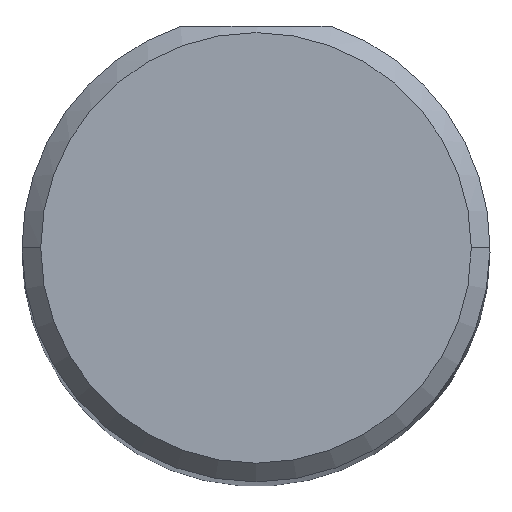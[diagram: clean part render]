
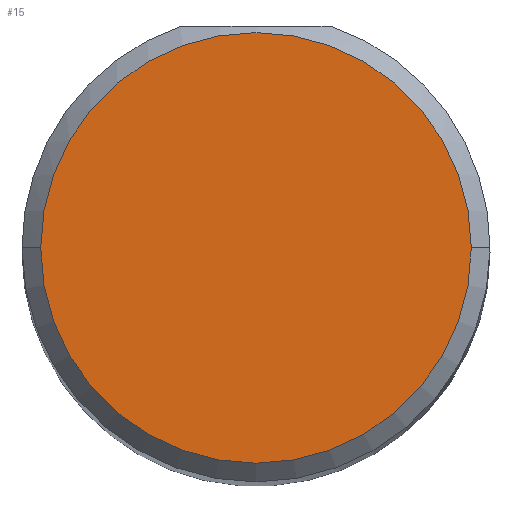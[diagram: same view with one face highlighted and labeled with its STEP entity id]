
A CAD part, top view. The second image highlights one B-rep face of the part: STEP entity #15.
In plain terms, the highlighted planar face has unit normal (0, 0, 1).
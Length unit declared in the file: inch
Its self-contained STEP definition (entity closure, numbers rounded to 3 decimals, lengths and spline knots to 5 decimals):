
#15 = ADVANCED_FACE ( 'NONE', ( #130 ), #703, .T. ) ;
#124 = DIRECTION ( 'NONE',  ( 1., 0., 0. ) ) ;
#128 = AXIS2_PLACEMENT_3D ( 'NONE', #572, #466, #124 ) ;
#130 = FACE_OUTER_BOUND ( 'NONE', #166, .T. ) ;
#166 = EDGE_LOOP ( 'NONE', ( #281, #721 ) ) ;
#182 = DIRECTION ( 'NONE',  ( 1., 0., 0. ) ) ;
#246 = CARTESIAN_POINT ( 'NONE',  ( 0.1725, 0., 2.5 ) ) ;
#279 = CIRCLE ( 'NONE', #481, 0.1725 ) ;
#281 = ORIENTED_EDGE ( 'NONE', *, *, #726, .T. ) ;
#341 = CARTESIAN_POINT ( 'NONE',  ( -0.1725, 0., 2.5 ) ) ;
#353 = VERTEX_POINT ( 'NONE', #246 ) ;
#368 = AXIS2_PLACEMENT_3D ( 'NONE', #467, #524, #647 ) ;
#451 = EDGE_CURVE ( 'NONE', #353, #694, #279, .T. ) ;
#466 = DIRECTION ( 'NONE',  ( 0., 0., 1. ) ) ;
#467 = CARTESIAN_POINT ( 'NONE',  ( 0., 0., 2.5 ) ) ;
#481 = AXIS2_PLACEMENT_3D ( 'NONE', #697, #544, #182 ) ;
#524 = DIRECTION ( 'NONE',  ( 0., 0., 1. ) ) ;
#544 = DIRECTION ( 'NONE',  ( 0., 0., 1. ) ) ;
#553 = CIRCLE ( 'NONE', #128, 0.1725 ) ;
#572 = CARTESIAN_POINT ( 'NONE',  ( 0., 0., 2.5 ) ) ;
#647 = DIRECTION ( 'NONE',  ( 1., 0., 0. ) ) ;
#694 = VERTEX_POINT ( 'NONE', #341 ) ;
#697 = CARTESIAN_POINT ( 'NONE',  ( 0., 0., 2.5 ) ) ;
#703 = PLANE ( 'NONE',  #368 ) ;
#721 = ORIENTED_EDGE ( 'NONE', *, *, #451, .T. ) ;
#726 = EDGE_CURVE ( 'NONE', #694, #353, #553, .T. ) ;
